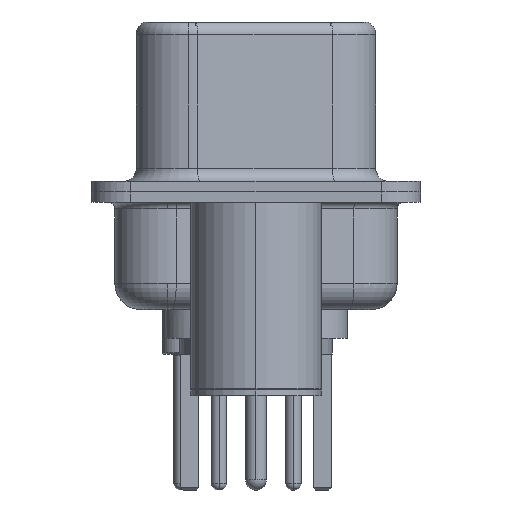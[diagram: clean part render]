
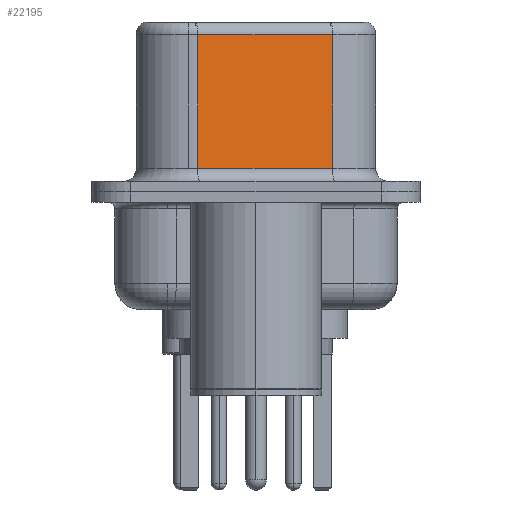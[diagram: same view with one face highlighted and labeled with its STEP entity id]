
A CAD part, left-side view. The second image highlights one B-rep face of the part: STEP entity #22195.
In plain terms, the highlighted planar face has unit normal (-0.985, -0.174, 0).
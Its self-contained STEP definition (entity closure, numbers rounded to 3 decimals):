
#659 = FACE_OUTER_BOUND ( 'NONE', #5417, .T. ) ;
#1038 = DIRECTION ( 'NONE',  ( 0., 0., -1. ) ) ;
#1148 = CARTESIAN_POINT ( 'NONE',  ( 4.58, -2.927, 6.52 ) ) ;
#1502 = EDGE_CURVE ( 'NONE', #21055, #5485, #12728, .T. ) ;
#2411 = AXIS2_PLACEMENT_3D ( 'NONE', #16339, #18296, #7436 ) ;
#3359 = CARTESIAN_POINT ( 'NONE',  ( 4.58, -2.927, 0.9 ) ) ;
#3532 = DIRECTION ( 'NONE',  ( -0.174, 0.985, 0. ) ) ;
#3624 = CARTESIAN_POINT ( 'NONE',  ( 4.58, -2.927, 6.02 ) ) ;
#4268 = CARTESIAN_POINT ( 'NONE',  ( 3.67, 2.233, 6.02 ) ) ;
#4967 = EDGE_CURVE ( 'NONE', #16630, #8163, #5517, .T. ) ;
#5417 = EDGE_LOOP ( 'NONE', ( #5672, #14542, #21649, #15999 ) ) ;
#5485 = VERTEX_POINT ( 'NONE', #16798 ) ;
#5517 = LINE ( 'NONE', #1148, #14560 ) ;
#5672 = ORIENTED_EDGE ( 'NONE', *, *, #4967, .F. ) ;
#5923 = EDGE_CURVE ( 'NONE', #16630, #21055, #10814, .T. ) ;
#6624 = DIRECTION ( 'NONE',  ( 0., 0., -1. ) ) ;
#7436 = DIRECTION ( 'NONE',  ( -0.174, 0.985, 0. ) ) ;
#7712 = CARTESIAN_POINT ( 'NONE',  ( 4.58, -2.927, 0.9 ) ) ;
#7951 = VECTOR ( 'NONE', #6624, 1000. ) ;
#8163 = VERTEX_POINT ( 'NONE', #3359 ) ;
#10814 = LINE ( 'NONE', #3624, #16259 ) ;
#12728 = LINE ( 'NONE', #15666, #7951 ) ;
#14542 = ORIENTED_EDGE ( 'NONE', *, *, #5923, .T. ) ;
#14560 = VECTOR ( 'NONE', #1038, 1000. ) ;
#15666 = CARTESIAN_POINT ( 'NONE',  ( 3.67, 2.233, 6.52 ) ) ;
#15999 = ORIENTED_EDGE ( 'NONE', *, *, #16529, .T. ) ;
#16259 = VECTOR ( 'NONE', #3532, 1000. ) ;
#16339 = CARTESIAN_POINT ( 'NONE',  ( 4.58, -2.927, 6.52 ) ) ;
#16529 = EDGE_CURVE ( 'NONE', #5485, #8163, #23095, .T. ) ;
#16630 = VERTEX_POINT ( 'NONE', #20562 ) ;
#16798 = CARTESIAN_POINT ( 'NONE',  ( 3.67, 2.233, 0.9 ) ) ;
#18233 = VECTOR ( 'NONE', #20408, 1000. ) ;
#18296 = DIRECTION ( 'NONE',  ( 0.985, 0.174, 0. ) ) ;
#20062 = PLANE ( 'NONE',  #2411 ) ;
#20408 = DIRECTION ( 'NONE',  ( 0.174, -0.985, 0. ) ) ;
#20562 = CARTESIAN_POINT ( 'NONE',  ( 4.58, -2.927, 6.02 ) ) ;
#21055 = VERTEX_POINT ( 'NONE', #4268 ) ;
#21649 = ORIENTED_EDGE ( 'NONE', *, *, #1502, .T. ) ;
#22195 = ADVANCED_FACE ( 'NONE', ( #659 ), #20062, .F. ) ;
#23095 = LINE ( 'NONE', #7712, #18233 ) ;
